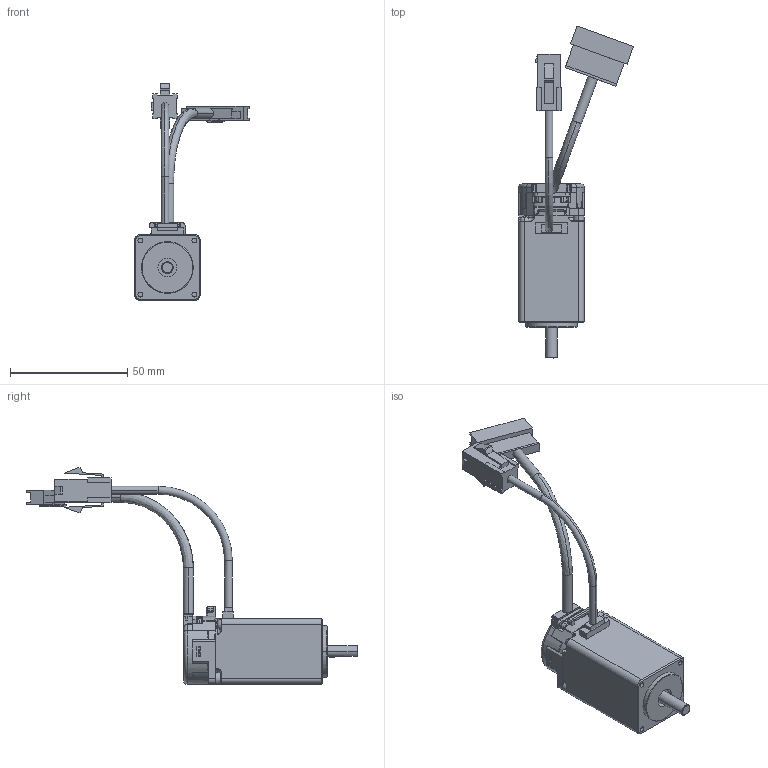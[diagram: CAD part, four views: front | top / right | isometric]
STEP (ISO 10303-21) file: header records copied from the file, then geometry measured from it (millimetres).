
FILE_DESCRIPTION (( 'STEP AP203' ), '1' );
FILE_NAME ('EzM-28M Assembly_091218.STEP', '2013-11-19T08:32:06', ( '' ), ( '' ), 'SwSTEP 2.0', 'SolidWorks 2012', '' );
FILE_SCHEMA (( 'CONFIG_CONTROL_DESIGN' ));
Length unit declared in the file: millimetre
Products named in the file (11): SW3dPS-R28i_R28i_Hub; EzM-28M Assembly_091218; encoder_cable_28; Power_Cable_20; EzM-28M; SW3dPS-R28i_R28i_Cover; SW3dPS-R28i_R28i_LeadFrame; SW3dPS-R28i_R28i_BaseStandoff; SW3dPS-R28i_Connector; SW3dPS-R28i_R28i_PCB; SW3dPS-R28i_R28i_Disk
Assembly tree (10 placements, depth 2):
  EzM-28M Assembly_091218
    SW3dPS-R28i_R28i_Hub
    SW3dPS-R28i_R28i_Disk
    SW3dPS-R28i_R28i_PCB
    SW3dPS-R28i_Connector
    SW3dPS-R28i_R28i_BaseStandoff
    SW3dPS-R28i_R28i_LeadFrame
    SW3dPS-R28i_R28i_Cover
    EzM-28M
    Power_Cable_20
    encoder_cable_28
Bounding box: 48.95 x 141.2 x 92.3 mm (x, y, z)
Volume: 44847.7 mm3; surface area: 23755.8 mm2
Topology: 11 solids, 16 shells, 3948 faces, 11141 edges, 7343 vertices
Faces by surface type: plane 3276, cylinder 484, cone 101, bspline 81, torus 6
Entity records: 131797 total; most frequent: CARTESIAN_POINT 29708, ORIENTED_EDGE 22280, DIRECTION 18890, EDGE_CURVE 11142, LINE 9258, VECTOR 9258, VERTEX_POINT 7343, AXIS2_PLACEMENT_3D 4816
